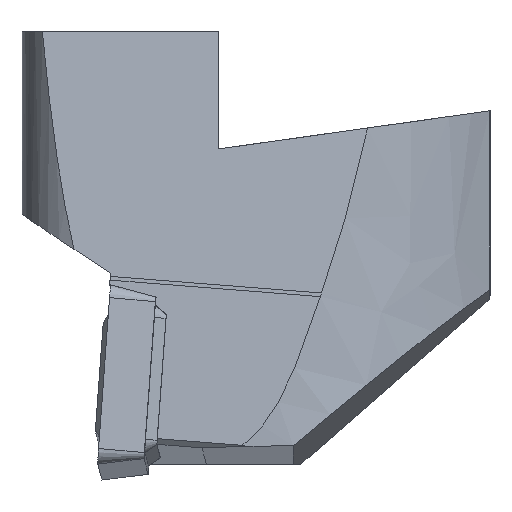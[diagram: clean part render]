
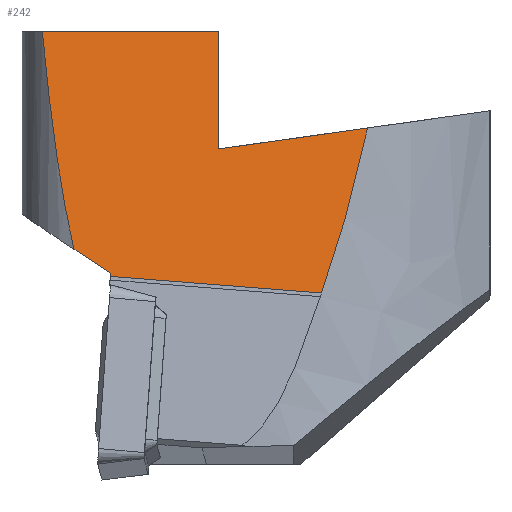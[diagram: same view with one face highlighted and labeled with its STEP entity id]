
A CAD part, left-side view. The second image highlights one B-rep face of the part: STEP entity #242.
In plain terms, the highlighted planar face has unit normal (-0.991, -0.062, 0.115).
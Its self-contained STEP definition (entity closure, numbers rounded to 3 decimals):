
#223=ELLIPSE('',#1925,51.971,6.);
#242=ADVANCED_FACE('',(#397),#331,.F.);
#331=PLANE('',#1926);
#397=FACE_OUTER_BOUND('',#467,.T.);
#467=EDGE_LOOP('',(#726,#727,#728,#729,#730,#731,#732,#733));
#580=B_SPLINE_CURVE_WITH_KNOTS('',3,(#2694,#2695,#2696,#2697),
 .UNSPECIFIED.,.F.,.F.,(4,4),(0.,1.),.UNSPECIFIED.);
#726=ORIENTED_EDGE('',*,*,#1312,.T.);
#727=ORIENTED_EDGE('',*,*,#1367,.T.);
#728=ORIENTED_EDGE('',*,*,#1368,.F.);
#729=ORIENTED_EDGE('',*,*,#1292,.F.);
#730=ORIENTED_EDGE('',*,*,#1366,.T.);
#731=ORIENTED_EDGE('',*,*,#1350,.F.);
#732=ORIENTED_EDGE('',*,*,#1362,.T.);
#733=ORIENTED_EDGE('',*,*,#1369,.T.);
#1113=VERTEX_POINT('',#2539);
#1114=VERTEX_POINT('',#2541);
#1130=VERTEX_POINT('',#2585);
#1131=VERTEX_POINT('',#2587);
#1162=VERTEX_POINT('',#2693);
#1163=VERTEX_POINT('',#2698);
#1169=VERTEX_POINT('',#2731);
#1172=VERTEX_POINT('',#2741);
#1292=EDGE_CURVE('',#1113,#1114,#1534,.T.);
#1312=EDGE_CURVE('',#1131,#1130,#1549,.T.);
#1350=EDGE_CURVE('',#1162,#1163,#580,.T.);
#1362=EDGE_CURVE('',#1162,#1169,#1578,.T.);
#1366=EDGE_CURVE('',#1113,#1163,#1582,.T.);
#1367=EDGE_CURVE('',#1130,#1172,#223,.T.);
#1368=EDGE_CURVE('',#1114,#1172,#1583,.T.);
#1369=EDGE_CURVE('',#1169,#1131,#1584,.T.);
#1534=LINE('',#2540,#1690);
#1549=LINE('',#2586,#1705);
#1578=LINE('',#2730,#1735);
#1582=LINE('',#2738,#1739);
#1583=LINE('',#2742,#1740);
#1584=LINE('',#2743,#1741);
#1690=VECTOR('',#2069,1.);
#1705=VECTOR('',#2096,1.);
#1735=VECTOR('',#2160,1.);
#1739=VECTOR('',#2166,1.);
#1740=VECTOR('',#2171,1.);
#1741=VECTOR('',#2172,1.);
#1925=AXIS2_PLACEMENT_3D('',#2740,#2169,#2170);
#1926=AXIS2_PLACEMENT_3D('',#2744,#2173,#2174);
#2069=DIRECTION('',(0.12,-0.073,0.99));
#2096=DIRECTION('',(-0.063,0.998,0.));
#2160=DIRECTION('',(-0.078,0.987,-0.139));
#2166=DIRECTION('',(0.053,-0.996,-0.078));
#2169=DIRECTION('',(-0.991,-0.062,0.115));
#2170=DIRECTION('',(0.115,0.007,0.993));
#2171=DIRECTION('',(0.011,0.839,0.545));
#2172=DIRECTION('',(0.116,0.,0.993));
#2173=DIRECTION('',(0.991,0.062,-0.115));
#2174=DIRECTION('',(-0.116,0.,-0.993));
#2539=CARTESIAN_POINT('',(-55.079,0.616,-8.935));
#2540=CARTESIAN_POINT('',(-55.164,0.668,-9.639));
#2541=CARTESIAN_POINT('',(-55.05,0.599,-8.7));
#2585=CARTESIAN_POINT('',(-53.382,5.375,8.2));
#2586=CARTESIAN_POINT('',(-53.156,1.772,8.2));
#2587=CARTESIAN_POINT('',(-52.605,-7.,8.2));
#2693=CARTESIAN_POINT('',(-52.735,-17.432,1.466));
#2694=CARTESIAN_POINT('',(-52.735,-17.432,1.466));
#2695=CARTESIAN_POINT('',(-53.245,-16.549,-2.441));
#2696=CARTESIAN_POINT('',(-53.759,-15.554,-6.318));
#2697=CARTESIAN_POINT('',(-54.285,-14.196,-10.099));
#2698=CARTESIAN_POINT('',(-54.285,-14.196,-10.099));
#2730=CARTESIAN_POINT('',(-53.333,-9.875,0.404));
#2731=CARTESIAN_POINT('',(-53.56,-7.,0.));
#2738=CARTESIAN_POINT('',(-55.863,15.247,-7.786));
#2740=CARTESIAN_POINT('',(-49.5,0.8,39.07));
#2741=CARTESIAN_POINT('',(-55.018,3.157,-7.039));
#2742=CARTESIAN_POINT('',(-54.926,10.3,-2.4));
#2743=CARTESIAN_POINT('',(-52.777,-7.,6.724));
#2744=CARTESIAN_POINT('',(-55.879,15.257,-7.916));
